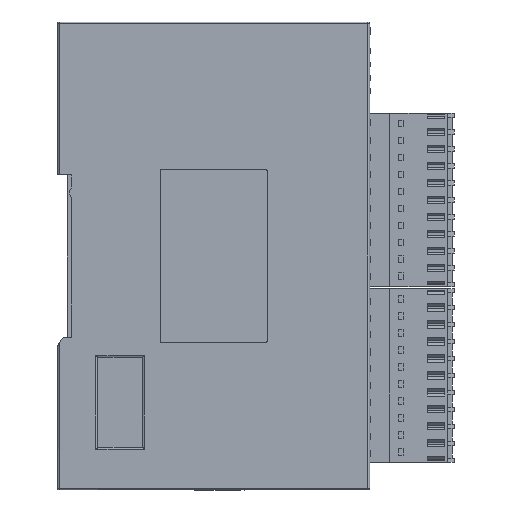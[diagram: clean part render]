
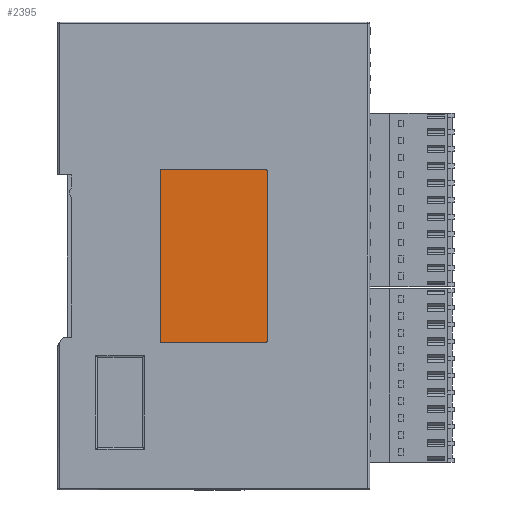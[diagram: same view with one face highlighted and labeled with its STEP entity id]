
A CAD part, left-side view. The second image highlights one B-rep face of the part: STEP entity #2395.
In plain terms, the highlighted planar face has unit normal (-1, 0, 0).
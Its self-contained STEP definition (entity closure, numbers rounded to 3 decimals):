
#253=(
BOUNDED_CURVE()
B_SPLINE_CURVE(2,(#54189,#54190,#54191),.UNSPECIFIED.,.F.,.F.)
B_SPLINE_CURVE_WITH_KNOTS((3,3),(0.,1.),.UNSPECIFIED.)
CURVE()
GEOMETRIC_REPRESENTATION_ITEM()
RATIONAL_B_SPLINE_CURVE((1.,0.707,1.))
REPRESENTATION_ITEM('')
);
#255=(
BOUNDED_CURVE()
B_SPLINE_CURVE(2,(#54203,#54204,#54205),.UNSPECIFIED.,.F.,.F.)
B_SPLINE_CURVE_WITH_KNOTS((3,3),(0.,1.),.UNSPECIFIED.)
CURVE()
GEOMETRIC_REPRESENTATION_ITEM()
RATIONAL_B_SPLINE_CURVE((1.,0.707,1.))
REPRESENTATION_ITEM('')
);
#257=(
BOUNDED_CURVE()
B_SPLINE_CURVE(2,(#54223,#54224,#54225),.UNSPECIFIED.,.F.,.F.)
B_SPLINE_CURVE_WITH_KNOTS((3,3),(0.,1.),.UNSPECIFIED.)
CURVE()
GEOMETRIC_REPRESENTATION_ITEM()
RATIONAL_B_SPLINE_CURVE((1.,0.707,1.))
REPRESENTATION_ITEM('')
);
#259=(
BOUNDED_CURVE()
B_SPLINE_CURVE(2,(#54235,#54236,#54237),.UNSPECIFIED.,.F.,.F.)
B_SPLINE_CURVE_WITH_KNOTS((3,3),(0.,1.),.UNSPECIFIED.)
CURVE()
GEOMETRIC_REPRESENTATION_ITEM()
RATIONAL_B_SPLINE_CURVE((1.,0.707,1.))
REPRESENTATION_ITEM('')
);
#2395=ADVANCED_FACE('',(#3996),#31106,.T.);
#3996=FACE_OUTER_BOUND('',#5763,.T.);
#5763=EDGE_LOOP('',(#14703,#14704,#14705,#14706,#14707,#14708,#14709,#14710));
#14703=ORIENTED_EDGE('',*,*,#19785,.F.);
#14704=ORIENTED_EDGE('',*,*,#19772,.F.);
#14705=ORIENTED_EDGE('',*,*,#19765,.F.);
#14706=ORIENTED_EDGE('',*,*,#19766,.F.);
#14707=ORIENTED_EDGE('',*,*,#19771,.F.);
#14708=ORIENTED_EDGE('',*,*,#19775,.F.);
#14709=ORIENTED_EDGE('',*,*,#19780,.F.);
#14710=ORIENTED_EDGE('',*,*,#19781,.F.);
#19765=EDGE_CURVE('',#29265,#29262,#253,.T.);
#19766=EDGE_CURVE('',#29266,#29265,#24946,.T.);
#19771=EDGE_CURVE('',#29269,#29266,#255,.T.);
#19772=EDGE_CURVE('',#29262,#29270,#24950,.T.);
#19775=EDGE_CURVE('',#29272,#29269,#24953,.T.);
#19780=EDGE_CURVE('',#29275,#29272,#257,.T.);
#19781=EDGE_CURVE('',#29276,#29275,#24957,.T.);
#19785=EDGE_CURVE('',#29270,#29276,#259,.T.);
#24946=B_SPLINE_CURVE_WITH_KNOTS('',1,(#54192,#54193),.UNSPECIFIED.,.F.,
 .F.,(2,2),(0.,23.),.UNSPECIFIED.);
#24950=B_SPLINE_CURVE_WITH_KNOTS('',1,(#54206,#54207),.UNSPECIFIED.,.F.,
 .F.,(2,2),(0.,38.),.UNSPECIFIED.);
#24953=B_SPLINE_CURVE_WITH_KNOTS('',1,(#54212,#54213),.UNSPECIFIED.,.F.,
 .F.,(2,2),(0.,38.),.UNSPECIFIED.);
#24957=B_SPLINE_CURVE_WITH_KNOTS('',1,(#54226,#54227),.UNSPECIFIED.,.F.,
 .F.,(2,2),(0.,23.),.UNSPECIFIED.);
#29262=VERTEX_POINT('',#46603);
#29265=VERTEX_POINT('',#46606);
#29266=VERTEX_POINT('',#46607);
#29269=VERTEX_POINT('',#46610);
#29270=VERTEX_POINT('',#46611);
#29272=VERTEX_POINT('',#46613);
#29275=VERTEX_POINT('',#46616);
#29276=VERTEX_POINT('',#46617);
#31106=PLANE('',#32769);
#32769=AXIS2_PLACEMENT_3D('',#44467,#34348,$);
#34348=DIRECTION('',(-1.,0.,0.));
#44467=CARTESIAN_POINT('',(-345.703,-71.468,212.686));
#46603=CARTESIAN_POINT('',(-345.703,-97.88,255.098));
#46606=CARTESIAN_POINT('',(-345.703,-97.38,255.598));
#46607=CARTESIAN_POINT('',(-345.703,-74.38,255.598));
#46610=CARTESIAN_POINT('',(-345.703,-73.88,255.098));
#46611=CARTESIAN_POINT('',(-345.703,-97.88,217.098));
#46613=CARTESIAN_POINT('',(-345.703,-73.88,217.098));
#46616=CARTESIAN_POINT('',(-345.703,-74.38,216.598));
#46617=CARTESIAN_POINT('',(-345.703,-97.38,216.598));
#54189=CARTESIAN_POINT('',(-345.703,-97.38,255.598));
#54190=CARTESIAN_POINT('',(-345.703,-97.88,255.598));
#54191=CARTESIAN_POINT('',(-345.703,-97.88,255.098));
#54192=CARTESIAN_POINT('',(-345.703,-74.38,255.598));
#54193=CARTESIAN_POINT('',(-345.703,-97.38,255.598));
#54203=CARTESIAN_POINT('',(-345.703,-73.88,255.098));
#54204=CARTESIAN_POINT('',(-345.703,-73.88,255.598));
#54205=CARTESIAN_POINT('',(-345.703,-74.38,255.598));
#54206=CARTESIAN_POINT('',(-345.703,-97.88,255.098));
#54207=CARTESIAN_POINT('',(-345.703,-97.88,217.098));
#54212=CARTESIAN_POINT('',(-345.703,-73.88,217.098));
#54213=CARTESIAN_POINT('',(-345.703,-73.88,255.098));
#54223=CARTESIAN_POINT('',(-345.703,-74.38,216.598));
#54224=CARTESIAN_POINT('',(-345.703,-73.88,216.598));
#54225=CARTESIAN_POINT('',(-345.703,-73.88,217.098));
#54226=CARTESIAN_POINT('',(-345.703,-97.38,216.598));
#54227=CARTESIAN_POINT('',(-345.703,-74.38,216.598));
#54235=CARTESIAN_POINT('',(-345.703,-97.88,217.098));
#54236=CARTESIAN_POINT('',(-345.703,-97.88,216.598));
#54237=CARTESIAN_POINT('',(-345.703,-97.38,216.598));
